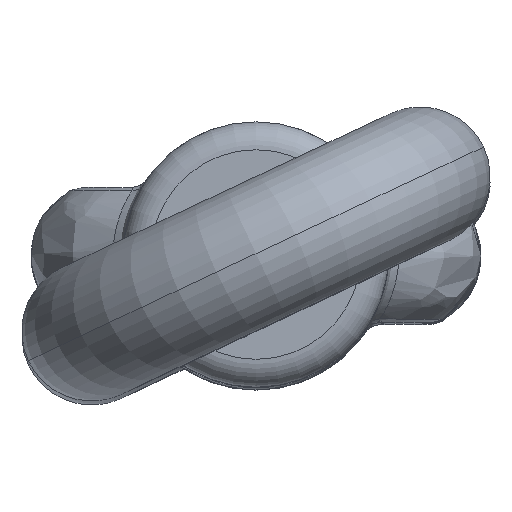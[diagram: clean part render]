
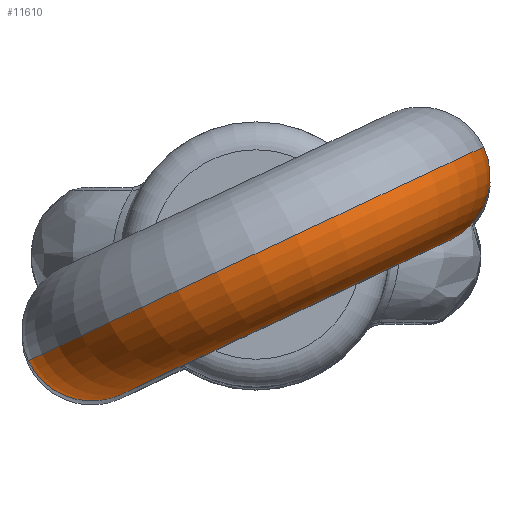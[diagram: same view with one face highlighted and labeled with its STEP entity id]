
A CAD part, top view. The second image highlights one B-rep face of the part: STEP entity #11610.
In plain terms, the highlighted toroidal (fillet/blend) face has major radius 6.5 mm and minor radius 2.5 mm.
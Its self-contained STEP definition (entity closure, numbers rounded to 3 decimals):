
#1980 = VERTEX_POINT ( 'NONE', #19171 ) ;
#8104 = ORIENTED_EDGE ( 'NONE', *, *, #16094, .F. ) ;
#8711 = CARTESIAN_POINT ( 'NONE',  ( 0., 0., 0. ) ) ;
#9418 = AXIS2_PLACEMENT_3D ( 'NONE', #8711, #30758, #27945 ) ;
#10087 = ORIENTED_EDGE ( 'NONE', *, *, #27408, .T. ) ;
#10599 = VERTEX_POINT ( 'NONE', #26182 ) ;
#10653 = VERTEX_POINT ( 'NONE', #16384 ) ;
#11105 = DIRECTION ( 'NONE',  ( 0., -1., 0. ) ) ;
#11610 = ADVANCED_FACE ( 'NONE', ( #14132 ), #25130, .T. ) ;
#12439 = DIRECTION ( 'NONE',  ( 0., 0., -1. ) ) ;
#12625 = ORIENTED_EDGE ( 'NONE', *, *, #13341, .T. ) ;
#13341 = EDGE_CURVE ( 'NONE', #10653, #10599, #25614, .T. ) ;
#14132 = FACE_OUTER_BOUND ( 'NONE', #19760, .T. ) ;
#15766 = VERTEX_POINT ( 'NONE', #27505 ) ;
#16094 = EDGE_CURVE ( 'NONE', #10653, #1980, #19566, .T. ) ;
#16384 = CARTESIAN_POINT ( 'NONE',  ( 0., 0., -4. ) ) ;
#17929 = DIRECTION ( 'NONE',  ( -1., 0., 0. ) ) ;
#19171 = CARTESIAN_POINT ( 'NONE',  ( 0., 0., -9. ) ) ;
#19331 = DIRECTION ( 'NONE',  ( 1., 0., 0. ) ) ;
#19566 = CIRCLE ( 'NONE', #31272, 2.5 ) ;
#19636 = ORIENTED_EDGE ( 'NONE', *, *, #37876, .F. ) ;
#19760 = EDGE_LOOP ( 'NONE', ( #19636, #8104, #12625, #10087 ) ) ;
#20022 = DIRECTION ( 'NONE',  ( 0., 0., -1. ) ) ;
#20669 = CARTESIAN_POINT ( 'NONE',  ( 0., 0., 0. ) ) ;
#20750 = CARTESIAN_POINT ( 'NONE',  ( 0., 0., -6.5 ) ) ;
#23295 = CIRCLE ( 'NONE', #35882, 2.5 ) ;
#24268 = AXIS2_PLACEMENT_3D ( 'NONE', #20669, #11105, #40017 ) ;
#25130 = TOROIDAL_SURFACE ( 'NONE', #37978, 6.5, 2.5 ) ;
#25614 = CIRCLE ( 'NONE', #24268, 4. ) ;
#26182 = CARTESIAN_POINT ( 'NONE',  ( 0., 0., 4. ) ) ;
#26314 = CARTESIAN_POINT ( 'NONE',  ( 0., 0., 0. ) ) ;
#27408 = EDGE_CURVE ( 'NONE', #10599, #15766, #23295, .T. ) ;
#27505 = CARTESIAN_POINT ( 'NONE',  ( 0., 0., 9. ) ) ;
#27945 = DIRECTION ( 'NONE',  ( 0., 0., -1. ) ) ;
#30418 = DIRECTION ( 'NONE',  ( 0., 0., 1. ) ) ;
#30758 = DIRECTION ( 'NONE',  ( 0., -1., 0. ) ) ;
#31272 = AXIS2_PLACEMENT_3D ( 'NONE', #20750, #17929, #30418 ) ;
#31668 = CARTESIAN_POINT ( 'NONE',  ( 0., 0., 6.5 ) ) ;
#35882 = AXIS2_PLACEMENT_3D ( 'NONE', #31668, #19331, #12439 ) ;
#37876 = EDGE_CURVE ( 'NONE', #1980, #15766, #41470, .T. ) ;
#37978 = AXIS2_PLACEMENT_3D ( 'NONE', #26314, #39384, #20022 ) ;
#39384 = DIRECTION ( 'NONE',  ( 0., -1., 0. ) ) ;
#40017 = DIRECTION ( 'NONE',  ( 0., 0., -1. ) ) ;
#41470 = CIRCLE ( 'NONE', #9418, 9. ) ;
